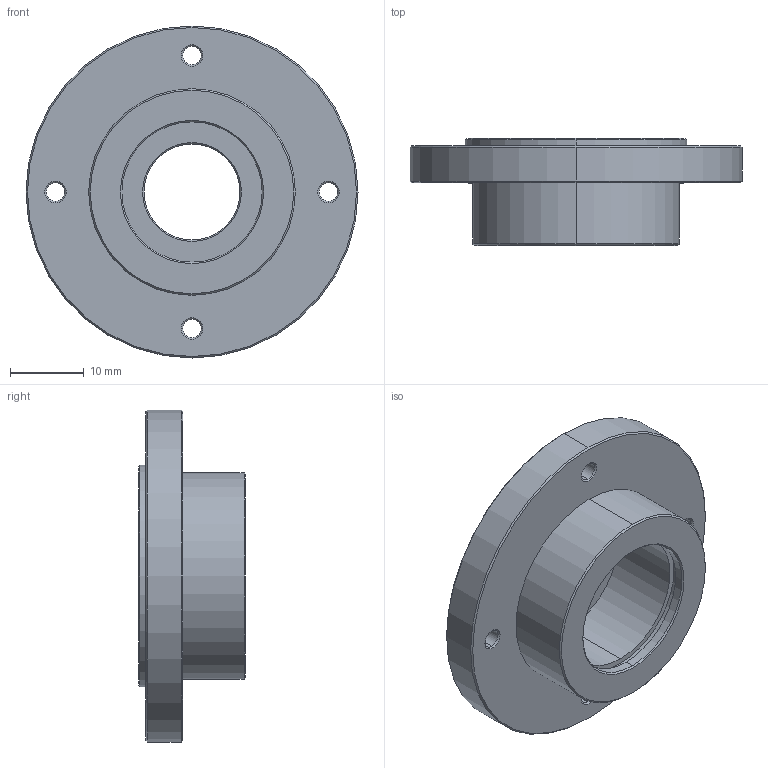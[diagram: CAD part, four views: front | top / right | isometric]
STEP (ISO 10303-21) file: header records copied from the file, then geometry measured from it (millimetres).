
FILE_DESCRIPTION (( 'STEP AP203' ), '1' );
FILE_NAME ('Chamber_Fan_Bearing_Housing.STEP', '2023-04-26T11:17:12', ( '' ), ( '' ), 'SwSTEP 2.0', 'SolidWorks 2018', '' );
FILE_SCHEMA (( 'CONFIG_CONTROL_DESIGN' ));
Length unit declared in the file: millimetre
Products named in the file (1): Chamber_Fan_Bearing_Housing
Bounding box: 45 x 14.5 x 45 mm (x, y, z)
Volume: 9920.5 mm3; surface area: 5430 mm2
Topology: 1 solids, 1 shells, 59 faces, 126 edges, 74 vertices
Faces by surface type: cone 30, cylinder 22, plane 7
Entity records: 1691 total; most frequent: DIRECTION 320, CARTESIAN_POINT 260, ORIENTED_EDGE 252, AXIS2_PLACEMENT_3D 134, EDGE_CURVE 126, VERTEX_POINT 74, EDGE_LOOP 74, CIRCLE 74
